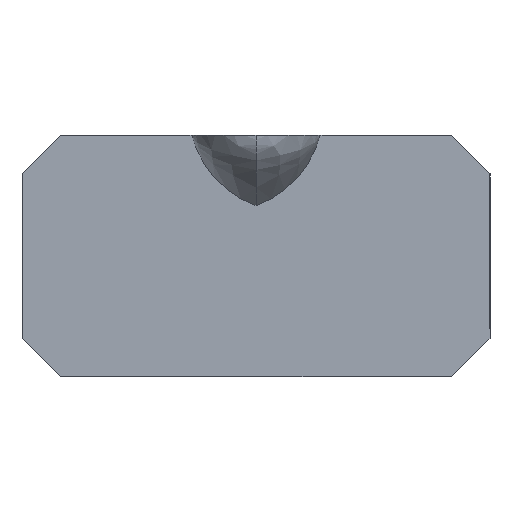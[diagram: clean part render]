
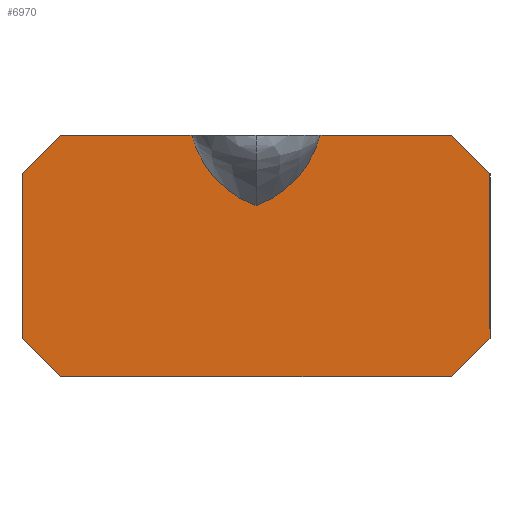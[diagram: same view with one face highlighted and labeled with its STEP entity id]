
A CAD part, front view. The second image highlights one B-rep face of the part: STEP entity #6970.
In plain terms, the highlighted planar face has unit normal (0, -1, 0).
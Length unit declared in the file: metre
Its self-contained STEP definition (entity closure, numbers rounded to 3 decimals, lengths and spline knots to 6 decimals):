
#245=LINE('',#10792,#855);
#246=LINE('',#10794,#856);
#268=LINE('',#10838,#878);
#269=LINE('',#10840,#879);
#270=LINE('',#10842,#880);
#271=LINE('',#10844,#881);
#272=LINE('',#10846,#882);
#273=LINE('',#10848,#883);
#274=LINE('',#10850,#884);
#275=LINE('',#10852,#885);
#855=VECTOR('',#8277,1.);
#856=VECTOR('',#8278,1.);
#878=VECTOR('',#8306,1.);
#879=VECTOR('',#8307,1.);
#880=VECTOR('',#8308,1.);
#881=VECTOR('',#8309,1.);
#882=VECTOR('',#8310,1.);
#883=VECTOR('',#8311,1.);
#884=VECTOR('',#8312,1.);
#885=VECTOR('',#8313,1.);
#1468=PLANE('',#7423);
#1708=ORIENTED_EDGE('',*,*,#3727,.T.);
#1709=ORIENTED_EDGE('',*,*,#3722,.T.);
#1710=ORIENTED_EDGE('',*,*,#3719,.T.);
#1711=ORIENTED_EDGE('',*,*,#3726,.T.);
#1712=ORIENTED_EDGE('',*,*,#3749,.T.);
#1713=ORIENTED_EDGE('',*,*,#3750,.F.);
#1714=ORIENTED_EDGE('',*,*,#3751,.F.);
#1715=ORIENTED_EDGE('',*,*,#3752,.F.);
#1716=ORIENTED_EDGE('',*,*,#3753,.F.);
#1717=ORIENTED_EDGE('',*,*,#3754,.F.);
#1718=ORIENTED_EDGE('',*,*,#3755,.T.);
#1719=ORIENTED_EDGE('',*,*,#3756,.T.);
#3719=EDGE_CURVE('',#4744,#4745,#5406,.F.);
#3722=EDGE_CURVE('',#4747,#4744,#5408,.T.);
#3726=EDGE_CURVE('',#4745,#4750,#245,.T.);
#3727=EDGE_CURVE('',#4751,#4747,#246,.T.);
#3749=EDGE_CURVE('',#4750,#4770,#268,.T.);
#3750=EDGE_CURVE('',#4771,#4770,#269,.T.);
#3751=EDGE_CURVE('',#4772,#4771,#270,.T.);
#3752=EDGE_CURVE('',#4773,#4772,#271,.T.);
#3753=EDGE_CURVE('',#4774,#4773,#272,.T.);
#3754=EDGE_CURVE('',#4775,#4774,#273,.T.);
#3755=EDGE_CURVE('',#4775,#4776,#274,.T.);
#3756=EDGE_CURVE('',#4776,#4751,#275,.T.);
#4744=VERTEX_POINT('',#10613);
#4745=VERTEX_POINT('',#10614);
#4747=VERTEX_POINT('',#10662);
#4750=VERTEX_POINT('',#10793);
#4751=VERTEX_POINT('',#10795);
#4770=VERTEX_POINT('',#10839);
#4771=VERTEX_POINT('',#10841);
#4772=VERTEX_POINT('',#10843);
#4773=VERTEX_POINT('',#10845);
#4774=VERTEX_POINT('',#10847);
#4775=VERTEX_POINT('',#10849);
#4776=VERTEX_POINT('',#10851);
#5406=CIRCLE('',#7415,0.02185);
#5408=CIRCLE('',#7417,0.02185);
#5826=EDGE_LOOP('',(#1708,#1709,#1710,#1711,#1712,#1713,#1714,#1715,#1716,
#1717,#1718,#1719));
#6397=FACE_BOUND('',#5826,.T.);
#6970=ADVANCED_FACE('',(#6397),#1468,.T.);
#7415=AXIS2_PLACEMENT_3D('',#10612,#8265,#8266);
#7417=AXIS2_PLACEMENT_3D('',#10661,#8269,#8270);
#7423=AXIS2_PLACEMENT_3D('',#10837,#8304,#8305);
#8265=DIRECTION('',(0.,-1.,0.));
#8266=DIRECTION('',(0.,0.,1.));
#8269=DIRECTION('',(0.,1.,0.));
#8270=DIRECTION('',(0.,0.,1.));
#8277=DIRECTION('',(-1.,0.,0.));
#8278=DIRECTION('',(-1.,0.,0.));
#8304=DIRECTION('',(0.,-1.,0.));
#8305=DIRECTION('',(0.,0.,1.));
#8306=DIRECTION('',(-0.707,0.,-0.707));
#8307=DIRECTION('',(0.,0.,1.));
#8308=DIRECTION('',(-0.707,0.,0.707));
#8309=DIRECTION('',(-1.,0.,0.));
#8310=DIRECTION('',(-1.,0.,0.));
#8311=DIRECTION('',(-0.707,0.,-0.707));
#8312=DIRECTION('',(0.,0.,1.));
#8313=DIRECTION('',(-0.707,0.,0.707));
#10612=CARTESIAN_POINT('',(0.049215,-0.002,0.058127));
#10613=CARTESIAN_POINT('',(0.042,-0.002,0.037503));
#10614=CARTESIAN_POINT('',(0.028,-0.002,0.0529));
#10661=CARTESIAN_POINT('',(0.034785,-0.002,0.058127));
#10662=CARTESIAN_POINT('',(0.056,-0.002,0.0529));
#10792=CARTESIAN_POINT('',(0.0396,-0.002,0.0529));
#10793=CARTESIAN_POINT('',(-0.000828,-0.002,0.0529));
#10794=CARTESIAN_POINT('',(0.093198,-0.002,0.0529));
#10795=CARTESIAN_POINT('',(0.084828,-0.002,0.0529));
#10837=CARTESIAN_POINT('',(0.0396,-0.002,0.0529));
#10838=CARTESIAN_POINT('',(0.019386,-0.002,0.073114));
#10839=CARTESIAN_POINT('',(-0.009196,-0.002,0.044532));
#10840=CARTESIAN_POINT('',(-0.009196,-0.002,0.030403));
#10841=CARTESIAN_POINT('',(-0.009196,-0.002,0.008368));
#10842=CARTESIAN_POINT('',(-0.005012,-0.002,0.004184));
#10843=CARTESIAN_POINT('',(-0.000828,-0.002,0.));
#10844=CARTESIAN_POINT('',(-0.018036,-0.002,0.));
#10845=CARTESIAN_POINT('',(0.042828,-0.002,0.));
#10846=CARTESIAN_POINT('',(0.093198,-0.002,0.));
#10847=CARTESIAN_POINT('',(0.084828,-0.002,0.));
#10848=CARTESIAN_POINT('',(0.089012,-0.002,0.004184));
#10849=CARTESIAN_POINT('',(0.093196,-0.002,0.008368));
#10850=CARTESIAN_POINT('',(0.093196,-0.002,0.0529));
#10851=CARTESIAN_POINT('',(0.093196,-0.002,0.044532));
#10852=CARTESIAN_POINT('',(0.062214,-0.002,0.075514));
